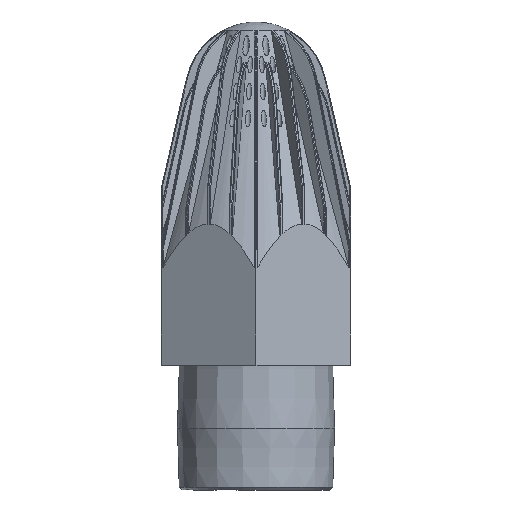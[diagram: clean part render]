
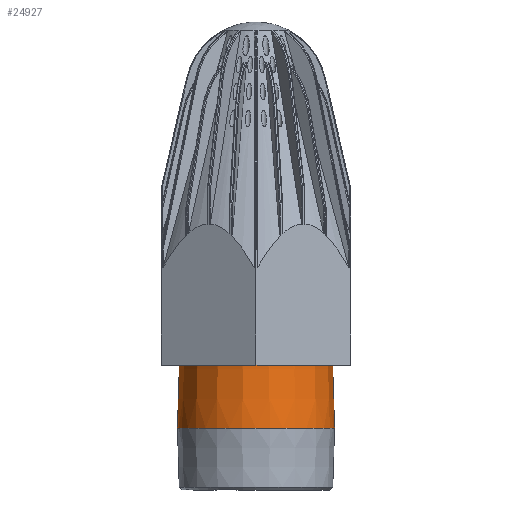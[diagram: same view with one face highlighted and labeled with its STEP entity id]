
A CAD part, left-side view. The second image highlights one B-rep face of the part: STEP entity #24927.
In plain terms, the highlighted conical face has half-angle 1.75 degrees and reference radius 20.72 mm.
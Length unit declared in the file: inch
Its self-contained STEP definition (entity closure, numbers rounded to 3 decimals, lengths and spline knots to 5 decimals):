
#24900=CARTESIAN_POINT('',(0.39018,0.09288,0.0));
#24901=DIRECTION('',(-1.0,0.,0.0));
#24902=DIRECTION('',(0.0,1.0,0.0));
#24903=AXIS2_PLACEMENT_3D('',#24900,#24901,#24902);
#24904=CONICAL_SURFACE('',#24903,0.81574,1.75);
#24905=CARTESIAN_POINT('',(0.85707,0.89435,0.0));
#24906=VERTEX_POINT('',#24905);
#24907=CARTESIAN_POINT('',(0.85707,0.09288,0.0));
#24908=DIRECTION('',(1.0,0.0,0.0));
#24909=DIRECTION('',(0.0,1.0,0.0));
#24910=AXIS2_PLACEMENT_3D('',#24907,#24908,#24909);
#24911=CIRCLE('',#24910,0.80147);
#24912=EDGE_CURVE('',#24906,#24906,#24911,.T.);
#24913=ORIENTED_EDGE('',*,*,#24912,.F.);
#24914=EDGE_LOOP('',(#24913));
#24915=FACE_OUTER_BOUND('',#24914,.T.);
#24916=CARTESIAN_POINT('',(-0.0767,0.92288,0.0));
#24917=VERTEX_POINT('',#24916);
#24918=CARTESIAN_POINT('',(-0.0767,0.09288,0.0));
#24919=DIRECTION('',(1.0,0.0,0.0));
#24920=DIRECTION('',(0.0,1.0,0.0));
#24921=AXIS2_PLACEMENT_3D('',#24918,#24919,#24920);
#24922=CIRCLE('',#24921,0.83);
#24923=EDGE_CURVE('',#24917,#24917,#24922,.T.);
#24924=ORIENTED_EDGE('',*,*,#24923,.T.);
#24925=EDGE_LOOP('',(#24924));
#24926=FACE_BOUND('',#24925,.T.);
#24927=ADVANCED_FACE('',(#24915,#24926),#24904,.T.);
